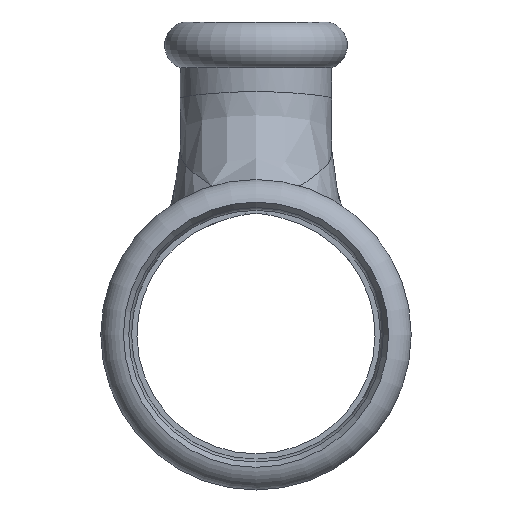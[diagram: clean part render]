
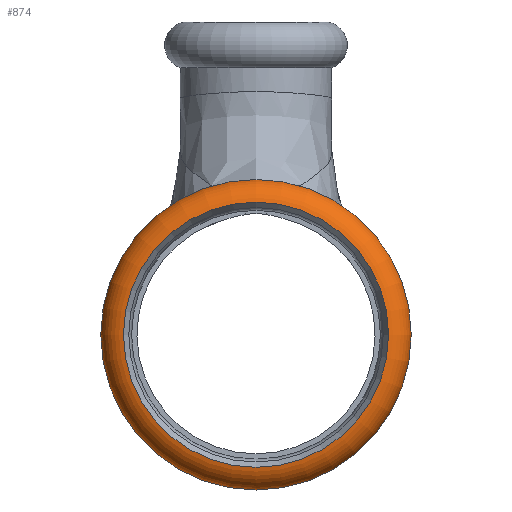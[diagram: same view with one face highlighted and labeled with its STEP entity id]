
A CAD part, left-side view. The second image highlights one B-rep face of the part: STEP entity #874.
In plain terms, the highlighted toroidal (fillet/blend) face has major radius 18.097 mm and minor radius 3.755 mm.
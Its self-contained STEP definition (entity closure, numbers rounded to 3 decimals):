
#145=FACE_OUTER_BOUND('',#187,.T.);
#187=EDGE_LOOP('',(#588,#589,#590,#591,#592,#593,#594,#595));
#245=CIRCLE('',#954,19.2);
#246=CIRCLE('',#955,19.2);
#247=CIRCLE('',#956,3.755);
#248=CIRCLE('',#957,18.65);
#249=CIRCLE('',#958,18.65);
#250=CIRCLE('',#959,18.65);
#251=CIRCLE('',#960,19.2);
#317=VERTEX_POINT('',#1300);
#318=VERTEX_POINT('',#1301);
#319=VERTEX_POINT('',#1303);
#320=VERTEX_POINT('',#1305);
#321=VERTEX_POINT('',#1307);
#322=VERTEX_POINT('',#1309);
#430=EDGE_CURVE('',#317,#318,#245,.T.);
#431=EDGE_CURVE('',#319,#317,#246,.T.);
#432=EDGE_CURVE('',#319,#320,#247,.T.);
#433=EDGE_CURVE('',#320,#321,#248,.T.);
#434=EDGE_CURVE('',#321,#322,#249,.T.);
#435=EDGE_CURVE('',#322,#320,#250,.T.);
#436=EDGE_CURVE('',#318,#319,#251,.T.);
#588=ORIENTED_EDGE('',*,*,#430,.F.);
#589=ORIENTED_EDGE('',*,*,#431,.F.);
#590=ORIENTED_EDGE('',*,*,#432,.T.);
#591=ORIENTED_EDGE('',*,*,#433,.T.);
#592=ORIENTED_EDGE('',*,*,#434,.T.);
#593=ORIENTED_EDGE('',*,*,#435,.T.);
#594=ORIENTED_EDGE('',*,*,#432,.F.);
#595=ORIENTED_EDGE('',*,*,#436,.F.);
#863=TOROIDAL_SURFACE('',#953,18.097,3.755);
#874=ADVANCED_FACE('',(#145),#863,.T.);
#953=AXIS2_PLACEMENT_3D('',#1299,#1082,#1083);
#954=AXIS2_PLACEMENT_3D('',#1302,#1084,#1085);
#955=AXIS2_PLACEMENT_3D('',#1304,#1086,#1087);
#956=AXIS2_PLACEMENT_3D('',#1306,#1088,#1089);
#957=AXIS2_PLACEMENT_3D('',#1308,#1090,#1091);
#958=AXIS2_PLACEMENT_3D('',#1310,#1092,#1093);
#959=AXIS2_PLACEMENT_3D('',#1311,#1094,#1095);
#960=AXIS2_PLACEMENT_3D('',#1312,#1096,#1097);
#1082=DIRECTION('center_axis',(1.,0.,0.));
#1083=DIRECTION('ref_axis',(0.,0.,1.));
#1084=DIRECTION('center_axis',(1.,0.,0.));
#1085=DIRECTION('ref_axis',(0.,1.,0.));
#1086=DIRECTION('center_axis',(1.,0.,0.));
#1087=DIRECTION('ref_axis',(0.,1.,0.));
#1088=DIRECTION('center_axis',(0.,1.,0.));
#1089=DIRECTION('ref_axis',(0.,0.,-1.));
#1090=DIRECTION('center_axis',(1.,0.,0.));
#1091=DIRECTION('ref_axis',(0.,1.,0.));
#1092=DIRECTION('center_axis',(1.,0.,0.));
#1093=DIRECTION('ref_axis',(0.,1.,0.));
#1094=DIRECTION('center_axis',(1.,0.,0.));
#1095=DIRECTION('ref_axis',(0.,1.,0.));
#1096=DIRECTION('center_axis',(1.,0.,0.));
#1097=DIRECTION('ref_axis',(0.,1.,0.));
#1299=CARTESIAN_POINT('Origin',(-46.286,0.,0.));
#1300=CARTESIAN_POINT('',(-42.697,19.2,0.));
#1301=CARTESIAN_POINT('',(-42.697,-19.2,0.));
#1302=CARTESIAN_POINT('Origin',(-42.697,0.,0.));
#1303=CARTESIAN_POINT('',(-42.697,0.,-19.2));
#1304=CARTESIAN_POINT('Origin',(-42.697,0.,0.));
#1305=CARTESIAN_POINT('',(-50.,0.,-18.65));
#1306=CARTESIAN_POINT('Origin',(-46.286,0.,
-18.097));
#1307=CARTESIAN_POINT('',(-50.,18.65,0.));
#1308=CARTESIAN_POINT('Origin',(-50.,0.,0.));
#1309=CARTESIAN_POINT('',(-50.,-18.65,0.));
#1310=CARTESIAN_POINT('Origin',(-50.,0.,0.));
#1311=CARTESIAN_POINT('Origin',(-50.,0.,0.));
#1312=CARTESIAN_POINT('Origin',(-42.697,0.,0.));
